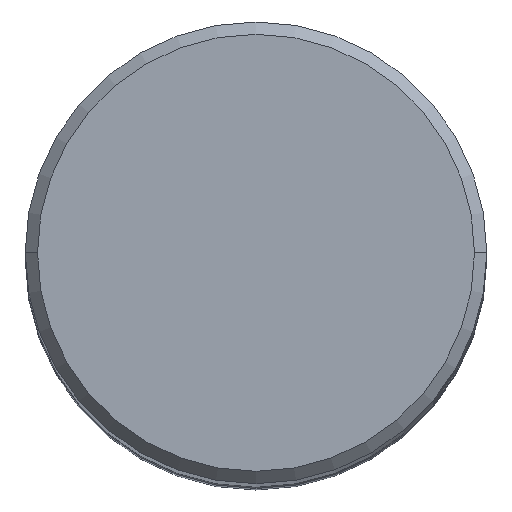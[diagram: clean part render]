
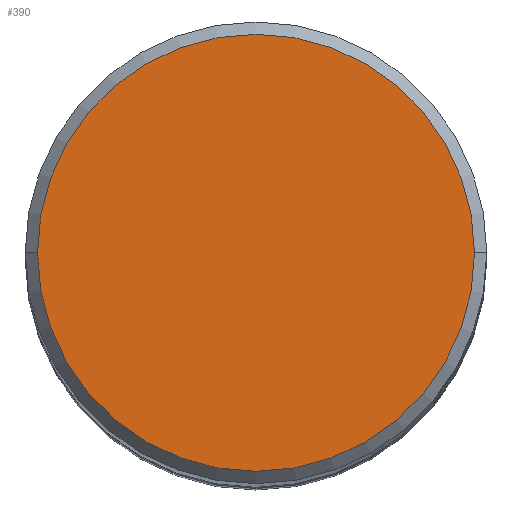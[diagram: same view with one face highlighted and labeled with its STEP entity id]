
A CAD part, top view. The second image highlights one B-rep face of the part: STEP entity #390.
In plain terms, the highlighted planar face has unit normal (0, 0, 1).
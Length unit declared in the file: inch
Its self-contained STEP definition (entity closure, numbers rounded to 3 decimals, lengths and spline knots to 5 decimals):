
#19 = EDGE_CURVE ( 'NONE', #446, #533, #492, .T. ) ;
#53 = AXIS2_PLACEMENT_3D ( 'NONE', #126, #389, #56 ) ;
#56 = DIRECTION ( 'NONE',  ( 1., 0., 0. ) ) ;
#80 = AXIS2_PLACEMENT_3D ( 'NONE', #435, #135, #305 ) ;
#126 = CARTESIAN_POINT ( 'NONE',  ( 0., 0., 0. ) ) ;
#132 = EDGE_LOOP ( 'NONE', ( #141, #419 ) ) ;
#135 = DIRECTION ( 'NONE',  ( 0., 0., -1. ) ) ;
#141 = ORIENTED_EDGE ( 'NONE', *, *, #428, .T. ) ;
#222 = PLANE ( 'NONE',  #80 ) ;
#226 = CARTESIAN_POINT ( 'NONE',  ( 0., 0., 0. ) ) ;
#290 = CIRCLE ( 'NONE', #53, 0.355 ) ;
#305 = DIRECTION ( 'NONE',  ( -1., 0., 0. ) ) ;
#311 = CARTESIAN_POINT ( 'NONE',  ( -0.355, 0., 0. ) ) ;
#312 = AXIS2_PLACEMENT_3D ( 'NONE', #226, #318, #397 ) ;
#318 = DIRECTION ( 'NONE',  ( 0., 0., 1. ) ) ;
#389 = DIRECTION ( 'NONE',  ( 0., 0., 1. ) ) ;
#390 = ADVANCED_FACE ( 'NONE', ( #486 ), #222, .F. ) ;
#392 = CARTESIAN_POINT ( 'NONE',  ( 0.355, 0., 0. ) ) ;
#397 = DIRECTION ( 'NONE',  ( 1., 0., 0. ) ) ;
#419 = ORIENTED_EDGE ( 'NONE', *, *, #19, .T. ) ;
#428 = EDGE_CURVE ( 'NONE', #533, #446, #290, .T. ) ;
#435 = CARTESIAN_POINT ( 'NONE',  ( 0., 0.355, 0. ) ) ;
#446 = VERTEX_POINT ( 'NONE', #392 ) ;
#486 = FACE_OUTER_BOUND ( 'NONE', #132, .T. ) ;
#492 = CIRCLE ( 'NONE', #312, 0.355 ) ;
#533 = VERTEX_POINT ( 'NONE', #311 ) ;
